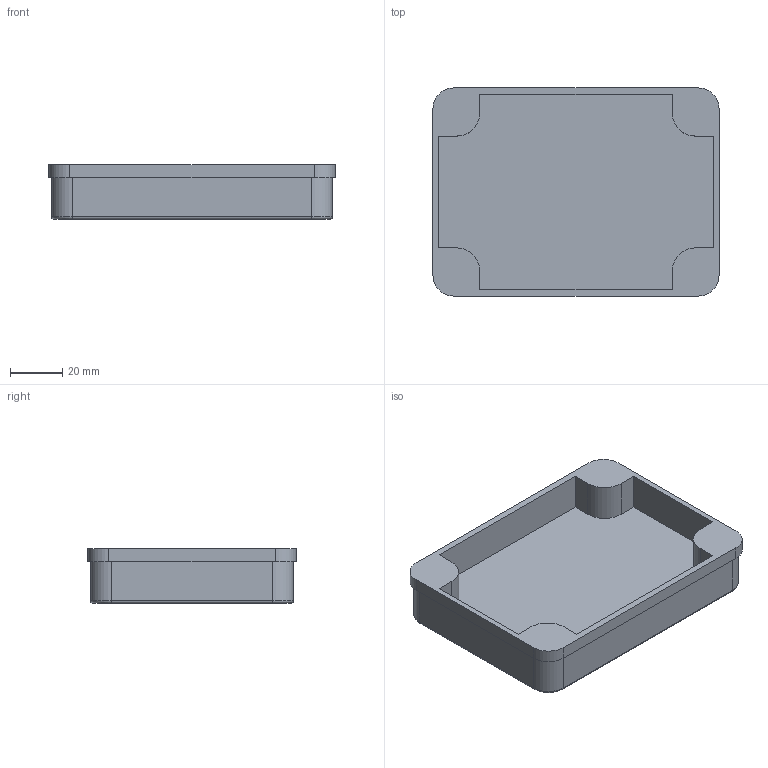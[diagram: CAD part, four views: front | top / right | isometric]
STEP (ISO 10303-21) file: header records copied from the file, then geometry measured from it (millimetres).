
FILE_DESCRIPTION(/* description */ (''),/* implementation_level */ '2;1');
FILE_NAME(/* name */ 'TopBoxCO.step',/* time_stamp */ '2024-04-25T12:56:29+07:00',/* author */ (''),/* organization */ (''),/* preprocessor_version */ 'ST-DEVELOPER v20',/* originating_system */ 'Autodesk Translation Framework v12.20.1.177',/* authorisation */ '');
FILE_SCHEMA (('AUTOMOTIVE_DESIGN { 1 0 10303 214 3 1 1 }'));
Length unit declared in the file: millimetre
Products named in the file (1): Top
Bounding box: 110 x 80 x 21 mm (x, y, z)
Volume: 73939.5 mm3; surface area: 36515.1 mm2
Topology: 1 solids, 1 shells, 112 faces, 280 edges, 184 vertices
Faces by surface type: plane 84, cylinder 24, torus 4
Full cylindrical faces by diameter (mm): 9 x4, 10 x4
Entity records: 3352 total; most frequent: CARTESIAN_POINT 577, ORIENTED_EDGE 560, DIRECTION 558, EDGE_CURVE 280, LINE 228, VECTOR 228, VERTEX_POINT 184, AXIS2_PLACEMENT_3D 165
